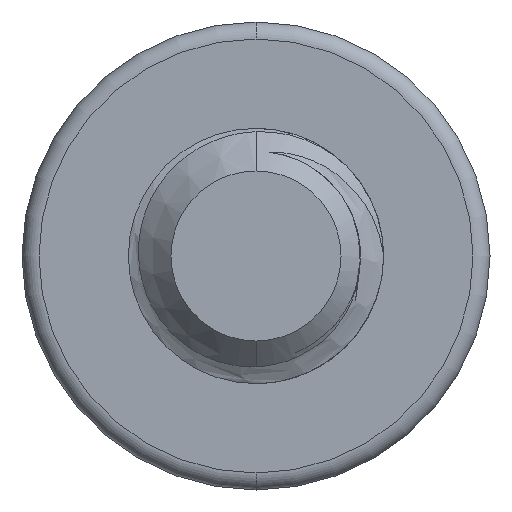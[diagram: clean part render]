
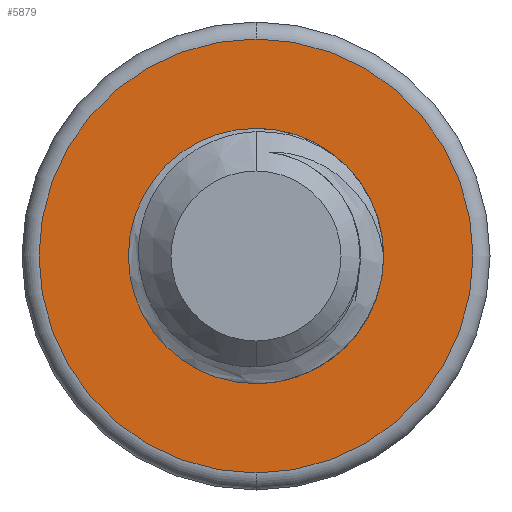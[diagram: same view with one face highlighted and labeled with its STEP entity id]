
A CAD part, front view. The second image highlights one B-rep face of the part: STEP entity #5879.
In plain terms, the highlighted planar face has unit normal (0, -1, 0).
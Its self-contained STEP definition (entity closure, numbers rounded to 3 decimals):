
#52 = VERTEX_POINT ( 'NONE', #6387 ) ;
#55 = CARTESIAN_POINT ( 'NONE',  ( 0.897, 18., 1.197 ) ) ;
#131 = DIRECTION ( 'NONE',  ( 0., 0., 1. ) ) ;
#366 = CARTESIAN_POINT ( 'NONE',  ( 1.5, 18., 0. ) ) ;
#377 = CARTESIAN_POINT ( 'NONE',  ( 0., 18., 0. ) ) ;
#391 = CARTESIAN_POINT ( 'NONE',  ( -0.981, 18., -0.759 ) ) ;
#494 = CARTESIAN_POINT ( 'NONE',  ( 1.491, 18., -0.112 ) ) ;
#713 = CARTESIAN_POINT ( 'NONE',  ( -0.617, 18., 1.196 ) ) ;
#889 = CARTESIAN_POINT ( 'NONE',  ( 0.026, 18., 1.412 ) ) ;
#929 = CIRCLE ( 'NONE', #3432, 1.5 ) ;
#990 = CARTESIAN_POINT ( 'NONE',  ( 1.468, 18., -0.222 ) ) ;
#1025 = CARTESIAN_POINT ( 'NONE',  ( -0.038, 18., -1.298 ) ) ;
#1067 = CARTESIAN_POINT ( 'NONE',  ( 1.012, 18., -0.982 ) ) ;
#1266 = VERTEX_POINT ( 'NONE', #6692 ) ;
#1563 = CIRCLE ( 'NONE', #6944, 2.55 ) ;
#1687 = CARTESIAN_POINT ( 'NONE',  ( -0.461, 18., -1.14 ) ) ;
#1734 = DIRECTION ( 'NONE',  ( 0., 0., 1. ) ) ;
#1858 = DIRECTION ( 'NONE',  ( 0., 1., 0. ) ) ;
#1920 = VERTEX_POINT ( 'NONE', #5240 ) ;
#2165 = DIRECTION ( 'NONE',  ( 0., -1., 0. ) ) ;
#2796 = CARTESIAN_POINT ( 'NONE',  ( 1.175, 18., -0.82 ) ) ;
#2805 = CARTESIAN_POINT ( 'NONE',  ( -1.133, 18., 0.477 ) ) ;
#2819 = CARTESIAN_POINT ( 'NONE',  ( 0., 18., 2.55 ) ) ;
#2944 = CARTESIAN_POINT ( 'NONE',  ( 0., 18., 0. ) ) ;
#3006 = CARTESIAN_POINT ( 'NONE',  ( 0., 18., 0. ) ) ;
#3007 = CARTESIAN_POINT ( 'NONE',  ( 1.07, 18., 1.051 ) ) ;
#3066 = B_SPLINE_CURVE_WITH_KNOTS ( 'NONE', 3,
 ( #6260, #7199, #7235, #713, #6835, #889, #3870, #4885, #55, #3007 ),
 .UNSPECIFIED., .F., .F.,
 ( 4, 2, 2, 2, 4 ),
 ( 0., 0.001, 0.001, 0.002, 0.003 ),
 .UNSPECIFIED. ) ;
#3354 = ORIENTED_EDGE ( 'NONE', *, *, #5443, .T. ) ;
#3419 = CARTESIAN_POINT ( 'NONE',  ( 0.409, 18., -1.283 ) ) ;
#3432 = AXIS2_PLACEMENT_3D ( 'NONE', #3006, #3725, #131 ) ;
#3434 = ORIENTED_EDGE ( 'NONE', *, *, #4520, .T. ) ;
#3630 = FACE_BOUND ( 'NONE', #5593, .T. ) ;
#3725 = DIRECTION ( 'NONE',  ( 0., 1., 0. ) ) ;
#3740 = EDGE_CURVE ( 'NONE', #4270, #52, #3830, .T. ) ;
#3830 = B_SPLINE_CURVE_WITH_KNOTS ( 'NONE', 3,
 ( #6364, #494, #990, #5926, #5334, #2796, #1067, #7687, #3419, #1025, #5885, #1687 ),
 .UNSPECIFIED., .F., .F.,
 ( 4, 2, 2, 2, 2, 4 ),
 ( 0., 0., 0.001, 0.001, 0.002, 0.003 ),
 .UNSPECIFIED. ) ;
#3870 = CARTESIAN_POINT ( 'NONE',  ( 0.257, 18., 1.413 ) ) ;
#3982 = CARTESIAN_POINT ( 'NONE',  ( -1.073, 18., -0.621 ) ) ;
#4021 = CARTESIAN_POINT ( 'NONE',  ( -0.461, 18., -1.14 ) ) ;
#4062 = CARTESIAN_POINT ( 'NONE',  ( -1.197, 18., 0.326 ) ) ;
#4102 = CARTESIAN_POINT ( 'NONE',  ( -0.613, 18., -1.078 ) ) ;
#4177 = CARTESIAN_POINT ( 'NONE',  ( 0., 18., 0. ) ) ;
#4270 = VERTEX_POINT ( 'NONE', #366 ) ;
#4324 = VERTEX_POINT ( 'NONE', #2819 ) ;
#4520 = EDGE_CURVE ( 'NONE', #1266, #4270, #929, .T. ) ;
#4833 = EDGE_LOOP ( 'NONE', ( #7429, #5248 ) ) ;
#4885 = CARTESIAN_POINT ( 'NONE',  ( 0.694, 18., 1.305 ) ) ;
#5094 = EDGE_CURVE ( 'NONE', #52, #5224, #6329, .T. ) ;
#5224 = VERTEX_POINT ( 'NONE', #6764 ) ;
#5240 = CARTESIAN_POINT ( 'NONE',  ( 0., 18., -2.55 ) ) ;
#5248 = ORIENTED_EDGE ( 'NONE', *, *, #6225, .T. ) ;
#5334 = CARTESIAN_POINT ( 'NONE',  ( 1.35, 18., -0.536 ) ) ;
#5343 = ORIENTED_EDGE ( 'NONE', *, *, #3740, .T. ) ;
#5359 = CIRCLE ( 'NONE', #7238, 2.55 ) ;
#5443 = EDGE_CURVE ( 'NONE', #5224, #1266, #3066, .T. ) ;
#5472 = ORIENTED_EDGE ( 'NONE', *, *, #5094, .T. ) ;
#5593 = EDGE_LOOP ( 'NONE', ( #3434, #5343, #5472, #3354 ) ) ;
#5778 = CARTESIAN_POINT ( 'NONE',  ( -1.23, 18., -0.16 ) ) ;
#5818 = CARTESIAN_POINT ( 'NONE',  ( -0.751, 18., -0.986 ) ) ;
#5879 = ADVANCED_FACE ( 'NONE', ( #7097, #3630 ), #6481, .F. ) ;
#5885 = CARTESIAN_POINT ( 'NONE',  ( -0.262, 18., -1.247 ) ) ;
#5926 = CARTESIAN_POINT ( 'NONE',  ( 1.399, 18., -0.433 ) ) ;
#6004 = DIRECTION ( 'NONE',  ( 0., 0., 1. ) ) ;
#6225 = EDGE_CURVE ( 'NONE', #1920, #4324, #5359, .T. ) ;
#6260 = CARTESIAN_POINT ( 'NONE',  ( -1.133, 18., 0.477 ) ) ;
#6287 = DIRECTION ( 'NONE',  ( 0., 0., 1. ) ) ;
#6329 = B_SPLINE_CURVE_WITH_KNOTS ( 'NONE', 3,
 ( #4021, #4102, #5818, #391, #3982, #6408, #5778, #7655, #4062, #2805 ),
 .UNSPECIFIED., .F., .F.,
 ( 4, 2, 2, 2, 4 ),
 ( 0., 0., 0.001, 0.001, 0.002 ),
 .UNSPECIFIED. ) ;
#6364 = CARTESIAN_POINT ( 'NONE',  ( 1.5, 18., 0. ) ) ;
#6387 = CARTESIAN_POINT ( 'NONE',  ( -0.461, 18., -1.14 ) ) ;
#6408 = CARTESIAN_POINT ( 'NONE',  ( -1.198, 18., -0.322 ) ) ;
#6481 = PLANE ( 'NONE',  #7360 ) ;
#6692 = CARTESIAN_POINT ( 'NONE',  ( 1.07, 18., 1.051 ) ) ;
#6764 = CARTESIAN_POINT ( 'NONE',  ( -1.133, 18., 0.477 ) ) ;
#6835 = CARTESIAN_POINT ( 'NONE',  ( -0.409, 18., 1.304 ) ) ;
#6944 = AXIS2_PLACEMENT_3D ( 'NONE', #2944, #7643, #6004 ) ;
#7097 = FACE_OUTER_BOUND ( 'NONE', #4833, .T. ) ;
#7199 = CARTESIAN_POINT ( 'NONE',  ( -1.07, 18., 0.695 ) ) ;
#7235 = CARTESIAN_POINT ( 'NONE',  ( -0.947, 18., 0.891 ) ) ;
#7238 = AXIS2_PLACEMENT_3D ( 'NONE', #377, #2165, #6287 ) ;
#7360 = AXIS2_PLACEMENT_3D ( 'NONE', #4177, #1858, #1734 ) ;
#7429 = ORIENTED_EDGE ( 'NONE', *, *, #7627, .T. ) ;
#7627 = EDGE_CURVE ( 'NONE', #4324, #1920, #1563, .T. ) ;
#7643 = DIRECTION ( 'NONE',  ( 0., -1., 0. ) ) ;
#7655 = CARTESIAN_POINT ( 'NONE',  ( -1.229, 18., 0.166 ) ) ;
#7687 = CARTESIAN_POINT ( 'NONE',  ( 0.629, 18., -1.214 ) ) ;
